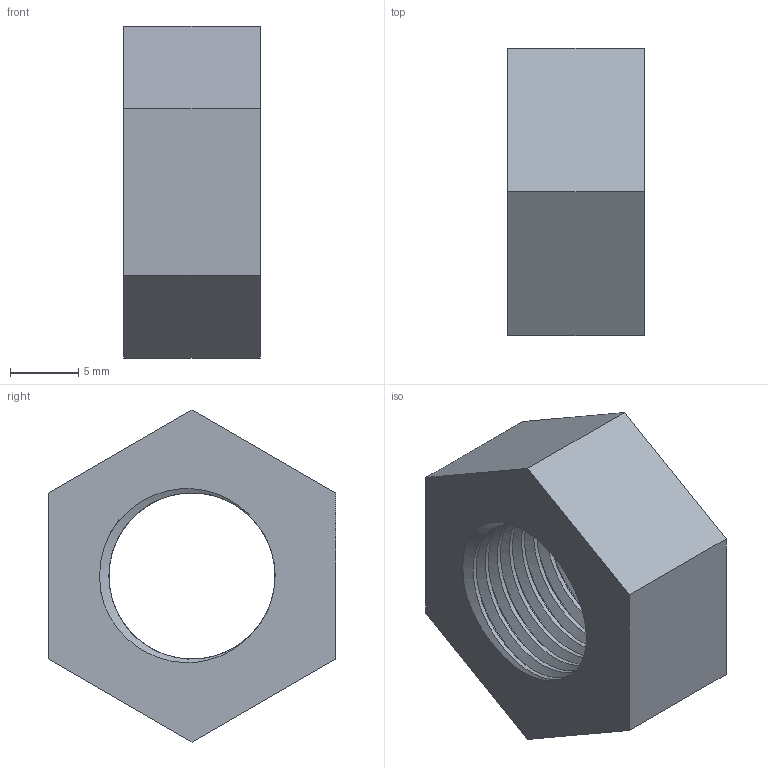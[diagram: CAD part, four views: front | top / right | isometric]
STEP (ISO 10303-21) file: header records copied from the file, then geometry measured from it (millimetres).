
FILE_DESCRIPTION (( 'STEP AP203' ), '1' );
FILE_NAME ('Ecrou 1.STEP', '2023-03-15T17:41:16', ( '' ), ( '' ), 'SwSTEP 2.0', 'SolidWorks 2020', '' );
FILE_SCHEMA (( 'CONFIG_CONTROL_DESIGN' ));
Length unit declared in the file: millimetre
Products named in the file (1): Ecrou 1
Bounding box: 10 x 21 x 24.25 mm (x, y, z)
Volume: 2542.7 mm3; surface area: 1888.4 mm2
Topology: 1 solids, 1 shells, 28 faces, 78 edges, 52 vertices
Faces by surface type: cylinder 17, plane 8, bspline 3
Entity records: 2496 total; most frequent: CARTESIAN_POINT 1822, ORIENTED_EDGE 156, DIRECTION 90, EDGE_CURVE 78, VERTEX_POINT 52, VECTOR 34, LINE 34, EDGE_LOOP 30
